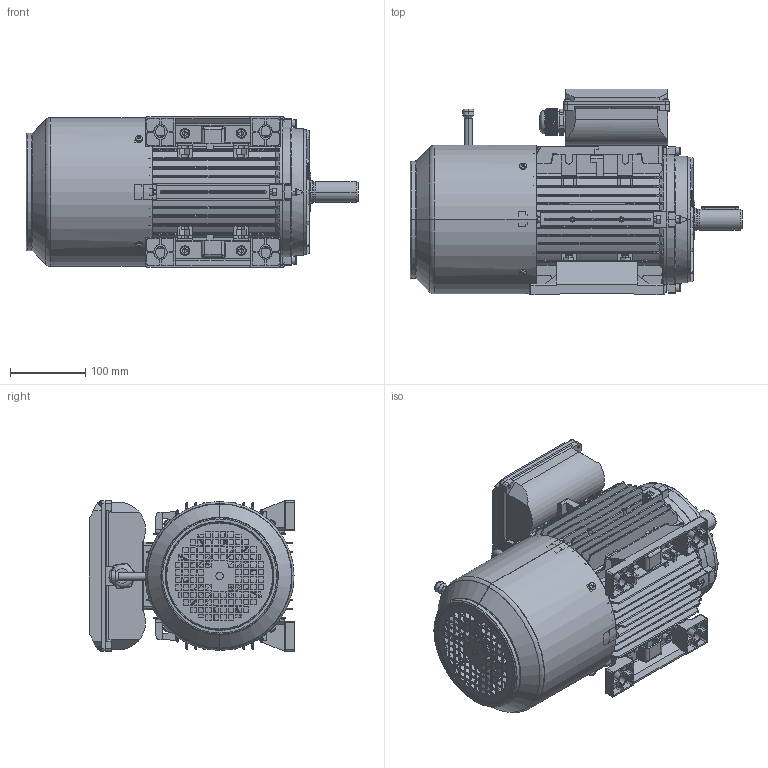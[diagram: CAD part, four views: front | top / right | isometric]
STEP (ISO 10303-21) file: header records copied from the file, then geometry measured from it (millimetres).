
FILE_DESCRIPTION (( 'STEP AP203' ), '1' );
FILE_NAME ('TB100 B3(ML諉盄碟ｊ倰).STEP', '2021-11-30T07:08:37', ( '' ), ( '' ), 'SwSTEP 2.0', 'SolidWorks 2014', '' );
FILE_SCHEMA (( 'CONFIG_CONTROL_DESIGN' ));
Length unit declared in the file: millimetre
Products named in the file (19): T100菁褐; TB100綴裔; ML112諉盄碟蚾饜极; Hexagon socket head cap screws GB_GB_FASTENER_SCREWS_HSHCS M8X25-N; TB100瑞欶; Plain parallel keys_GB_CONNECTING_PIECE_KEYS_CSK 8X50; ML100-ML112諉盄碟釱(臏); Hexagon nuts grade C GB_GB_FASTENER_NUT_SNC1 M8-N; TB100蛌粣; TB100 B3(ML諉盄碟ｊ倰); Hexagon socket head cap screws GB_GB_FASTENER_SCREWS_HSHCS M6X30-N; 112-132堤盄蹟杶; T100儂褲; TA100ヶ裔1; ML100-ML112諉盄碟裔(臏); Hexagon nuts grade C GB_GB_FASTENER_NUT_SNC1 M6-N; 100怢宒瑞珔; Cross recessed thread forming screws GB_GB_CROSS_SCREWS_TYPE138 M5X12-N; Cross recessed thread forming screws GB_GB_CROSS_SCREWS_TYPE138 M4X10-N
Assembly tree (45 placements, depth 3):
  TB100 B3(ML諉盄碟ｊ倰)
    T100儂褲
    T100菁褐  x2
    Hexagon nuts grade C GB_GB_FASTENER_NUT_SNC1 M8-N  x4
    Hexagon nuts grade C GB_GB_FASTENER_NUT_SNC1 M6-N  x8
    Hexagon socket head cap screws GB_GB_FASTENER_SCREWS_HSHCS M8X25-N  x4
    Hexagon socket head cap screws GB_GB_FASTENER_SCREWS_HSHCS M6X30-N  x8
    Cross recessed thread forming screws GB_GB_CROSS_SCREWS_TYPE138 M5X12-N  x4
    Plain parallel keys_GB_CONNECTING_PIECE_KEYS_CSK 8X50
    TA100ヶ裔1
    TB100綴裔
    TB100蛌粣
    100怢宒瑞珔
    TB100瑞欶
    ML112諉盄碟蚾饜极
      112-132堤盄蹟杶
      Cross recessed thread forming screws GB_GB_CROSS_SCREWS_TYPE138 M4X10-N  x4
      ML100-ML112諉盄碟釱(臏)
      ML100-ML112諉盄碟裔(臏)
Bounding box: 442 x 273.5 x 201 mm (x, y, z)
Volume: 2135475.6 mm3; surface area: 1308892.5 mm2
Topology: 45 solids, 45 shells, 4912 faces, 13055 edges, 8252 vertices
Faces by surface type: plane 2566, cylinder 1254, bspline 557, cone 327, torus 176, sphere 32
Entity records: 152354 total; most frequent: CARTESIAN_POINT 50203, ORIENTED_EDGE 22328, DIRECTION 18579, EDGE_CURVE 11164, VERTEX_POINT 7136, LINE 6253, VECTOR 6253, AXIS2_PLACEMENT_3D 6163
